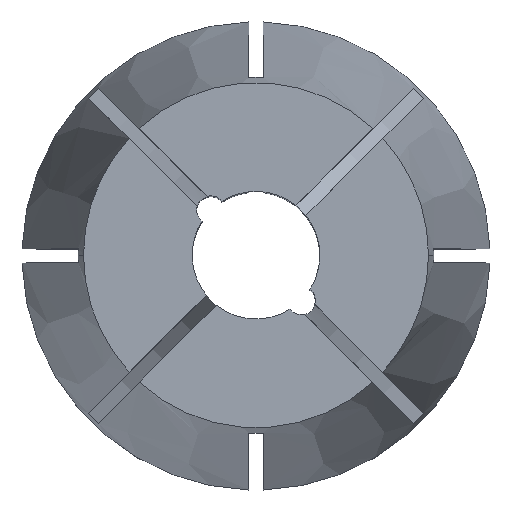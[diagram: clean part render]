
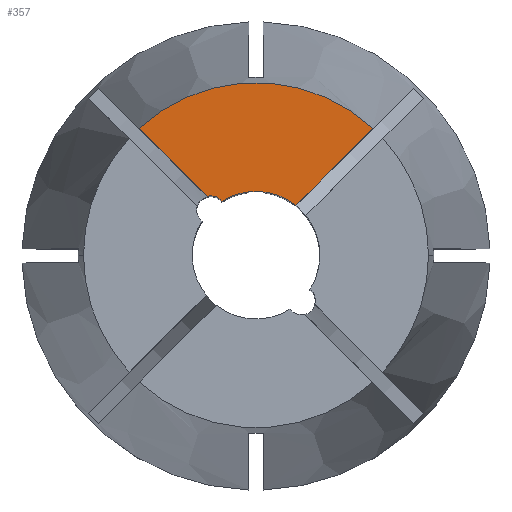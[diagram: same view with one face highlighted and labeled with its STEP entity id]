
A CAD part, top view. The second image highlights one B-rep face of the part: STEP entity #357.
In plain terms, the highlighted planar face has unit normal (0, 0, 1).
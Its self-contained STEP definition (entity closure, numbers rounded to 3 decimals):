
#14 = CARTESIAN_POINT ( 'NONE',  ( -0.354, 0.354, 0. ) ) ;
#41 = ORIENTED_EDGE ( 'NONE', *, *, #1017, .T. ) ;
#115 = PLANE ( 'NONE',  #2216 ) ;
#125 = DIRECTION ( 'NONE',  ( 1., 0., 0. ) ) ;
#145 = LINE ( 'NONE', #620, #1040 ) ;
#179 = DIRECTION ( 'NONE',  ( 1., 0., 0. ) ) ;
#291 = CARTESIAN_POINT ( 'NONE',  ( 2.809, 3.516, 0. ) ) ;
#355 = EDGE_CURVE ( 'NONE', #1516, #859, #946, .T. ) ;
#357 = ADVANCED_FACE ( 'NONE', ( #508 ), #115, .F. ) ;
#441 = ORIENTED_EDGE ( 'NONE', *, *, #883, .T. ) ;
#443 = VECTOR ( 'NONE', #1087, 1000. ) ;
#456 = DIRECTION ( 'NONE',  ( 0.707, -0.707, 0. ) ) ;
#508 = FACE_OUTER_BOUND ( 'NONE', #1200, .T. ) ;
#512 = EDGE_CURVE ( 'NONE', #1416, #2138, #2072, .T. ) ;
#599 = ORIENTED_EDGE ( 'NONE', *, *, #355, .T. ) ;
#600 = DIRECTION ( 'NONE',  ( 0., 0., 1. ) ) ;
#620 = CARTESIAN_POINT ( 'NONE',  ( 0.354, 0.354, 0. ) ) ;
#646 = CARTESIAN_POINT ( 'NONE',  ( -8.236, 8.943, 0. ) ) ;
#652 = CARTESIAN_POINT ( 'NONE',  ( 0., 0., 0. ) ) ;
#859 = VERTEX_POINT ( 'NONE', #646 ) ;
#861 = AXIS2_PLACEMENT_3D ( 'NONE', #652, #1505, #125 ) ;
#876 = CARTESIAN_POINT ( 'NONE',  ( -2.401, 3.806, 0. ) ) ;
#883 = EDGE_CURVE ( 'NONE', #859, #2138, #145, .T. ) ;
#946 = CIRCLE ( 'NONE', #861, 12.158 ) ;
#1017 = EDGE_CURVE ( 'NONE', #1331, #1516, #1747, .T. ) ;
#1024 = CARTESIAN_POINT ( 'NONE',  ( 0., 0., 0. ) ) ;
#1040 = VECTOR ( 'NONE', #456, 1000. ) ;
#1087 = DIRECTION ( 'NONE',  ( 0.707, 0.707, 0. ) ) ;
#1200 = EDGE_LOOP ( 'NONE', ( #441, #1653, #1590, #41, #599 ) ) ;
#1302 = CARTESIAN_POINT ( 'NONE',  ( 0., 0., 0. ) ) ;
#1330 = DIRECTION ( 'NONE',  ( 0., 0., -1. ) ) ;
#1331 = VERTEX_POINT ( 'NONE', #291 ) ;
#1413 = CARTESIAN_POINT ( 'NONE',  ( -3.182, 3.182, 0. ) ) ;
#1416 = VERTEX_POINT ( 'NONE', #876 ) ;
#1474 = DIRECTION ( 'NONE',  ( -1., 0., 0. ) ) ;
#1502 = CARTESIAN_POINT ( 'NONE',  ( 8.236, 8.943, 0. ) ) ;
#1505 = DIRECTION ( 'NONE',  ( 0., 0., 1. ) ) ;
#1506 = DIRECTION ( 'NONE',  ( 0., 0., 1. ) ) ;
#1516 = VERTEX_POINT ( 'NONE', #1502 ) ;
#1590 = ORIENTED_EDGE ( 'NONE', *, *, #1998, .F. ) ;
#1653 = ORIENTED_EDGE ( 'NONE', *, *, #512, .F. ) ;
#1704 = AXIS2_PLACEMENT_3D ( 'NONE', #1024, #1506, #179 ) ;
#1742 = CIRCLE ( 'NONE', #1704, 4.5 ) ;
#1747 = LINE ( 'NONE', #14, #443 ) ;
#1936 = DIRECTION ( 'NONE',  ( -1., 0., 0. ) ) ;
#1998 = EDGE_CURVE ( 'NONE', #1331, #1416, #1742, .T. ) ;
#2072 = CIRCLE ( 'NONE', #2103, 1. ) ;
#2103 = AXIS2_PLACEMENT_3D ( 'NONE', #1413, #600, #1936 ) ;
#2138 = VERTEX_POINT ( 'NONE', #2172 ) ;
#2172 = CARTESIAN_POINT ( 'NONE',  ( -3.441, 4.148, 0. ) ) ;
#2216 = AXIS2_PLACEMENT_3D ( 'NONE', #1302, #1330, #1474 ) ;
